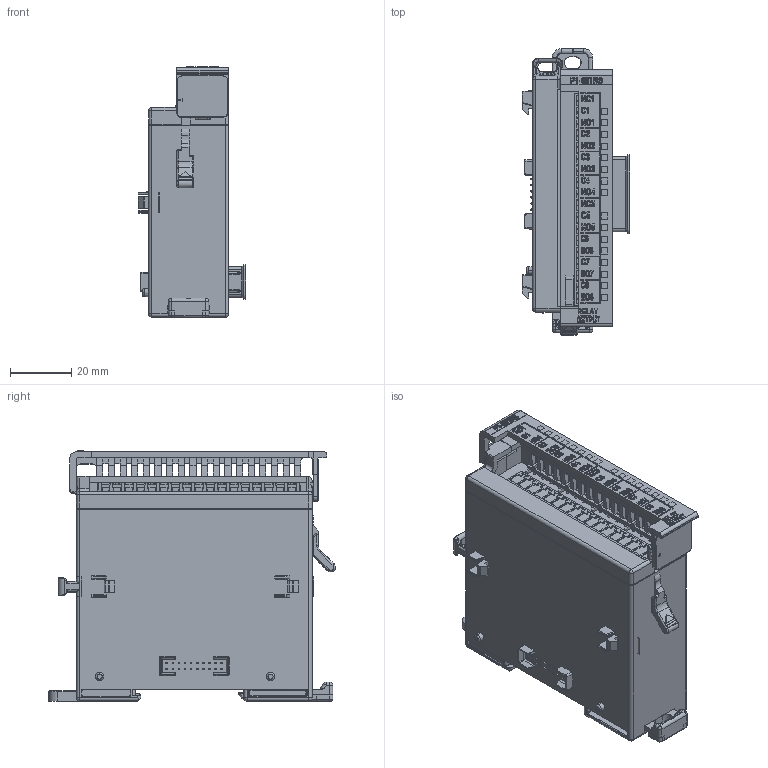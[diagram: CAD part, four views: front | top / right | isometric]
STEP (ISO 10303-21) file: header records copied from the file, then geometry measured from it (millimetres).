
FILE_DESCRIPTION (( 'STEP AP214' ), '1' );
FILE_NAME ('P1-08TRS red1 comb 2 fXT w bot clip Comb B ext C coord fXT.STEP', '2020-05-26T12:44:42', ( '' ), ( '' ), 'SwSTEP 2.0', 'SolidWorks 2017', '' );
FILE_SCHEMA (( 'AUTOMOTIVE_DESIGN' ));
Length unit declared in the file: inch
Products named in the file (1): P1-08TRS red1 comb 2 fXT w bot clip Comb B ext C coord fXT
Bounding box: 35.28 x 93.73 x 81.76 mm (x, y, z)
Volume: 132583.6 mm3; surface area: 37953.9 mm2
Topology: 11 solids, 11 shells, 4611 faces, 12485 edges, 8025 vertices
Faces by surface type: plane 3052, bspline 759, cylinder 734, cone 36, torus 20, sphere 10
Entity records: 186321 total; most frequent: CARTESIAN_POINT 60885, ORIENTED_EDGE 24914, DIRECTION 19557, EDGE_CURVE 12457, LINE 9243, VECTOR 9243, VERTEX_POINT 8025, AXIS2_PLACEMENT_3D 5157
